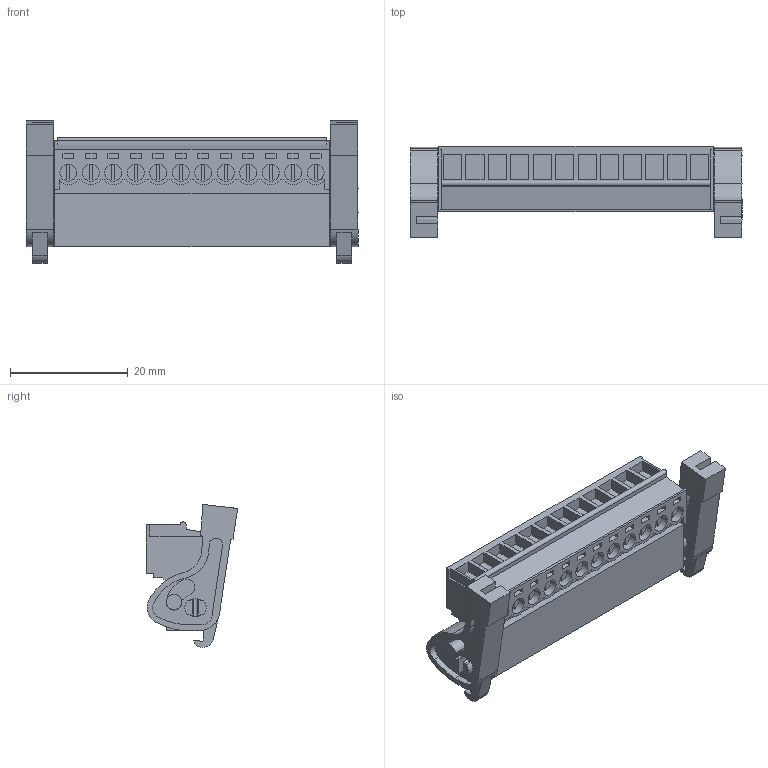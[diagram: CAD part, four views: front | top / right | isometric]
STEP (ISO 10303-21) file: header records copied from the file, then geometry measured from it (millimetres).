
FILE_DESCRIPTION(('CATIA V5 STEP Exchange','CAx-IF Rec.Pracs.--- Model Styling and Organization---1.2---2011-12-15'),'2;1');
FILE_NAME ('D1462284_0', '2018-05-08T10:20:05+00:00', ('none'), ('Weidmueller'), 'CATIA Version 5-6 Release 2014', 'CATIA V5 STEP AP214', 'none');
FILE_SCHEMA(('AUTOMOTIVE_DESIGN { 1 0 10303 214 1 1 1 1 }'));
Length unit declared in the file: millimetre
Products named in the file (1): 2444170000
Bounding box: 56.31 x 15.48 x 24.25 mm (x, y, z)
Volume: 6374.2 mm3; surface area: 8493.2 mm2
Topology: 27 solids, 27 shells, 897 faces, 2339 edges, 1564 vertices
Faces by surface type: plane 720, cylinder 177
Entity records: 24885 total; most frequent: CARTESIAN_POINT 4744, ORIENTED_EDGE 4678, DIRECTION 3128, EDGE_CURVE 2339, VECTOR 1841, LINE 1841, VERTEX_POINT 1564, EDGE_LOOP 973
